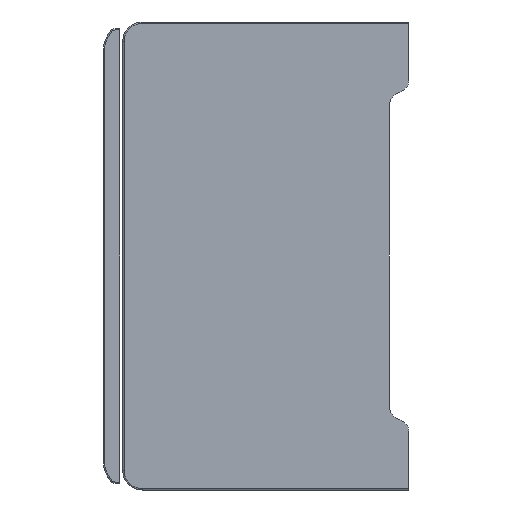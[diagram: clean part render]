
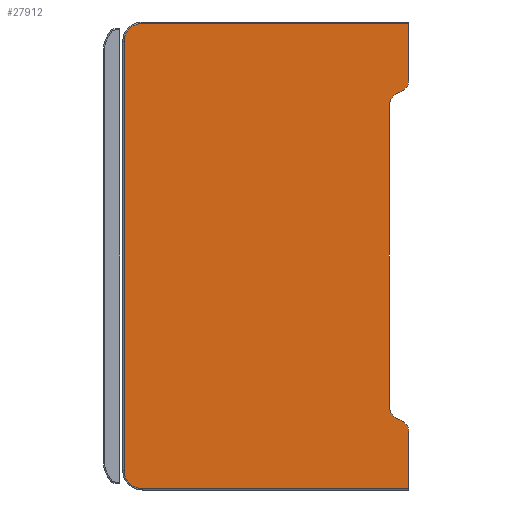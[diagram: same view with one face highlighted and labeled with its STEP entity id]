
A CAD part, left-side view. The second image highlights one B-rep face of the part: STEP entity #27912.
In plain terms, the highlighted planar face has unit normal (-1, 0, 0).
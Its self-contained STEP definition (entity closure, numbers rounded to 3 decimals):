
#5646=CARTESIAN_POINT('',(-88.,1.,23.113));
#5647=DIRECTION('',(1.,0.,0.));
#5648=DIRECTION('',(0.,1.,0.));
#5649=AXIS2_PLACEMENT_3D('',#5646,#5647,#5648);
#5651=DIRECTION('',(0.,0.,1.));
#5652=VECTOR('',#5651,46.226);
#5653=CARTESIAN_POINT('',(-88.,3.,-23.113));
#5654=LINE('',#5653,#5652);
#5655=CARTESIAN_POINT('',(-88.,1.,-23.113));
#5656=DIRECTION('',(1.,0.,0.));
#5657=DIRECTION('',(0.,0.5,-0.866));
#5658=AXIS2_PLACEMENT_3D('',#5655,#5656,#5657);
#5660=DIRECTION('',(0.,0.866,0.5));
#5661=VECTOR('',#5660,1.309);
#5662=CARTESIAN_POINT('',(-88.,0.866,-25.5));
#5663=LINE('',#5662,#5661);
#5664=CARTESIAN_POINT('',(-88.,1.732,-27.));
#5665=DIRECTION('',(1.,0.,0.));
#5666=DIRECTION('',(0.,-0.5,0.866));
#5667=AXIS2_PLACEMENT_3D('',#5664,#5665,#5666);
#5669=DIRECTION('',(0.,0.,-1.));
#5670=VECTOR('',#5669,8.8);
#5671=CARTESIAN_POINT('',(-88.,0.,-27.));
#5672=LINE('',#5671,#5670);
#5673=DIRECTION('',(0.,1.,0.));
#5674=VECTOR('',#5673,41.);
#5675=CARTESIAN_POINT('',(-88.,0.,-35.8));
#5676=LINE('',#5675,#5674);
#5677=CARTESIAN_POINT('',(-88.,41.,-33.));
#5678=DIRECTION('',(1.,0.,0.));
#5679=DIRECTION('',(0.,0.,-1.));
#5680=AXIS2_PLACEMENT_3D('',#5677,#5678,#5679);
#5682=DIRECTION('',(0.,0.,1.));
#5683=VECTOR('',#5682,66.);
#5684=CARTESIAN_POINT('',(-88.,43.8,-33.));
#5685=LINE('',#5684,#5683);
#5686=CARTESIAN_POINT('',(-88.,41.,33.));
#5687=DIRECTION('',(1.,0.,0.));
#5688=DIRECTION('',(0.,1.,0.));
#5689=AXIS2_PLACEMENT_3D('',#5686,#5687,#5688);
#5691=DIRECTION('',(0.,-1.,0.));
#5692=VECTOR('',#5691,41.);
#5693=CARTESIAN_POINT('',(-88.,41.,35.8));
#5694=LINE('',#5693,#5692);
#5695=DIRECTION('',(0.,0.,-1.));
#5696=VECTOR('',#5695,8.8);
#5697=CARTESIAN_POINT('',(-88.,0.,35.8));
#5698=LINE('',#5697,#5696);
#5699=CARTESIAN_POINT('',(-88.,1.732,27.));
#5700=DIRECTION('',(1.,0.,0.));
#5701=DIRECTION('',(0.,-1.,0.));
#5702=AXIS2_PLACEMENT_3D('',#5699,#5700,#5701);
#5704=DIRECTION('',(0.,-0.866,0.5));
#5705=VECTOR('',#5704,1.309);
#5706=CARTESIAN_POINT('',(-88.,2.,24.845));
#5707=LINE('',#5706,#5705);
#15932=CARTESIAN_POINT('',(-88.,0.,35.8));
#15934=VERTEX_POINT('',#15932);
#15935=CARTESIAN_POINT('',(-88.,41.,35.8));
#15936=VERTEX_POINT('',#15935);
#15941=CARTESIAN_POINT('',(-88.,43.8,33.));
#15942=VERTEX_POINT('',#15941);
#15945=CARTESIAN_POINT('',(-88.,43.8,-33.));
#15946=VERTEX_POINT('',#15945);
#15949=CARTESIAN_POINT('',(-88.,41.,-35.8));
#15950=VERTEX_POINT('',#15949);
#15951=CARTESIAN_POINT('',(-88.,0.,-35.8));
#15953=VERTEX_POINT('',#15951);
#16003=CARTESIAN_POINT('',(-88.,3.,23.113));
#16004=CARTESIAN_POINT('',(-88.,2.,24.845));
#16005=VERTEX_POINT('',#16003);
#16006=VERTEX_POINT('',#16004);
#16007=CARTESIAN_POINT('',(-88.,0.866,25.5));
#16008=VERTEX_POINT('',#16007);
#16009=CARTESIAN_POINT('',(-88.,0.,27.));
#16010=VERTEX_POINT('',#16009);
#16011=CARTESIAN_POINT('',(-88.,0.866,-25.5));
#16012=CARTESIAN_POINT('',(-88.,0.,-27.));
#16013=VERTEX_POINT('',#16011);
#16014=VERTEX_POINT('',#16012);
#16015=CARTESIAN_POINT('',(-88.,2.,-24.845));
#16016=VERTEX_POINT('',#16015);
#16017=CARTESIAN_POINT('',(-88.,3.,-23.113));
#16018=VERTEX_POINT('',#16017);
#27888=CARTESIAN_POINT('',(-88.,0.,-36.));
#27889=DIRECTION('',(-1.,0.,0.));
#27890=DIRECTION('',(0.,0.,1.));
#27891=AXIS2_PLACEMENT_3D('',#27888,#27889,#27890);
#27892=PLANE('',#27891);
#27893=ORIENTED_EDGE('',*,*,#24409,.F.);
#27894=ORIENTED_EDGE('',*,*,#24363,.F.);
#27895=ORIENTED_EDGE('',*,*,#24341,.F.);
#27896=ORIENTED_EDGE('',*,*,#24319,.F.);
#27897=ORIENTED_EDGE('',*,*,#24297,.T.);
#27898=ORIENTED_EDGE('',*,*,#24275,.T.);
#27900=ORIENTED_EDGE('',*,*,#27899,.T.);
#27902=ORIENTED_EDGE('',*,*,#27901,.T.);
#27904=ORIENTED_EDGE('',*,*,#27903,.T.);
#27905=ORIENTED_EDGE('',*,*,#27854,.T.);
#27906=ORIENTED_EDGE('',*,*,#27874,.T.);
#27907=ORIENTED_EDGE('',*,*,#24476,.T.);
#27908=ORIENTED_EDGE('',*,*,#24453,.T.);
#27909=ORIENTED_EDGE('',*,*,#24431,.F.);
#27910=EDGE_LOOP('',(#27893,#27894,#27895,#27896,#27897,#27898,#27900,#27902,
#27904,#27905,#27906,#27907,#27908,#27909));
#27911=FACE_OUTER_BOUND('',#27910,.F.);
#27912=ADVANCED_FACE('',(#27911),#27892,.T.);
#5650=CIRCLE('',#5649,2.);
#5659=CIRCLE('',#5658,2.);
#5668=CIRCLE('',#5667,1.732);
#5681=CIRCLE('',#5680,2.8);
#5690=CIRCLE('',#5689,2.8);
#5703=CIRCLE('',#5702,1.732);
#24275=EDGE_CURVE('',#16014,#15953,#5672,.T.);
#24297=EDGE_CURVE('',#16013,#16014,#5668,.T.);
#24319=EDGE_CURVE('',#16013,#16016,#5663,.T.);
#24341=EDGE_CURVE('',#16016,#16018,#5659,.T.);
#24363=EDGE_CURVE('',#16018,#16005,#5654,.T.);
#24409=EDGE_CURVE('',#16005,#16006,#5650,.T.);
#24431=EDGE_CURVE('',#16006,#16008,#5707,.T.);
#24453=EDGE_CURVE('',#16010,#16008,#5703,.T.);
#24476=EDGE_CURVE('',#15934,#16010,#5698,.T.);
#27854=EDGE_CURVE('',#15942,#15936,#5690,.T.);
#27874=EDGE_CURVE('',#15936,#15934,#5694,.T.);
#27899=EDGE_CURVE('',#15953,#15950,#5676,.T.);
#27901=EDGE_CURVE('',#15950,#15946,#5681,.T.);
#27903=EDGE_CURVE('',#15946,#15942,#5685,.T.);
